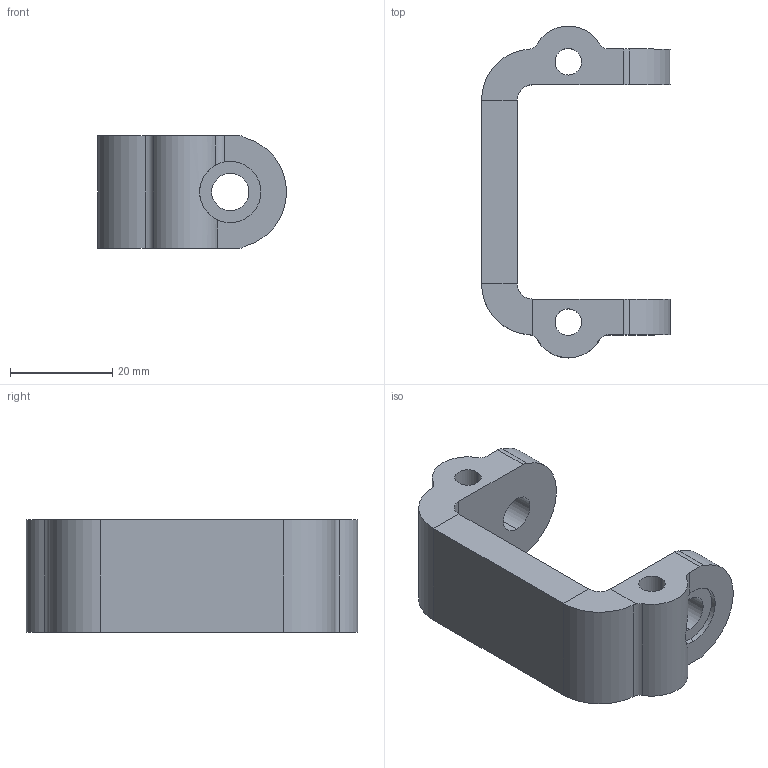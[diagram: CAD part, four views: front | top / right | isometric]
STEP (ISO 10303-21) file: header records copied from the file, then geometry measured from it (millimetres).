
FILE_DESCRIPTION (( 'STEP AP214' ), '1' );
FILE_NAME ('大C座（数量2）.STEP', '2021-09-16T04:42:22', ( '' ), ( '' ), 'SwSTEP 2.0', 'SolidWorks 2018', '' );
FILE_SCHEMA (( 'AUTOMOTIVE_DESIGN' ));
Length unit declared in the file: millimetre
Products named in the file (1): 湮C釱ㄗ杅講2ㄘ
Bounding box: 37 x 65 x 22 mm (x, y, z)
Volume: 16398.2 mm3; surface area: 7563.2 mm2
Topology: 1 solids, 1 shells, 47 faces, 123 edges, 78 vertices
Faces by surface type: cylinder 31, plane 16
Entity records: 1600 total; most frequent: CARTESIAN_POINT 346, DIRECTION 276, ORIENTED_EDGE 246, EDGE_CURVE 123, AXIS2_PLACEMENT_3D 110, VERTEX_POINT 78, CIRCLE 62, LINE 56
